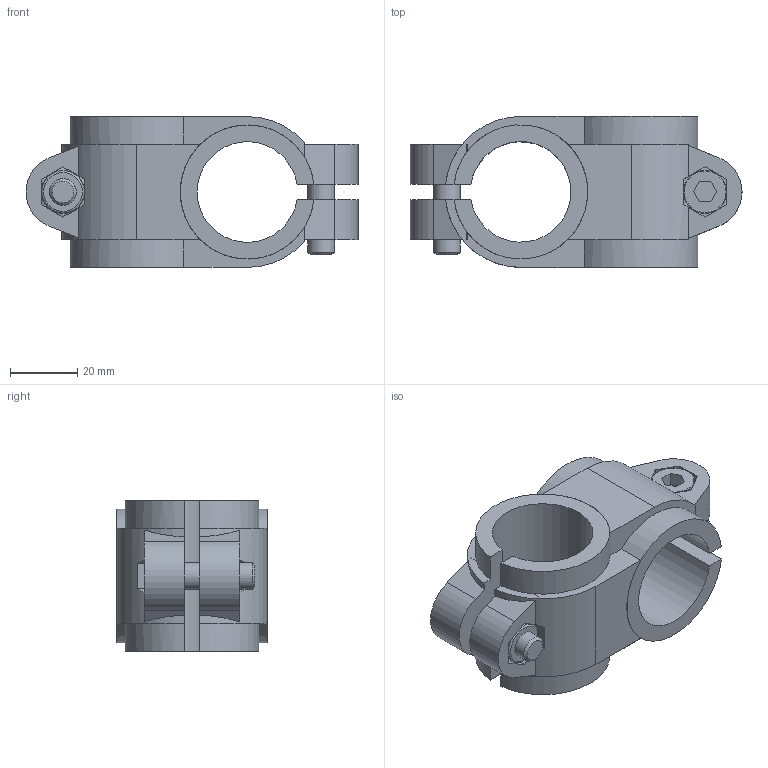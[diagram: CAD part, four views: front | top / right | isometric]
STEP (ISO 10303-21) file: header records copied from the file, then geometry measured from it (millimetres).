
FILE_DESCRIPTION( ( 'STEP AP214' ), '1' );
FILE_NAME( 'K0472.3030.stp', '2020-12-08T09:31:14', ( '' ), ( '' ), ' ', 'PARTsolutions', ' ' );
FILE_SCHEMA( ( 'AUTOMOTIVE_DESIGN { 1 0 10303 214 1 1 1 1 }' ) );
Length unit declared in the file: millimetre
Products named in the file (1): _K0472.3030
Bounding box: 99 x 45 x 45 mm (x, y, z)
Volume: 72075.1 mm3; surface area: 27050.4 mm2
Topology: 1 solids, 1 shells, 175 faces, 482 edges, 314 vertices
Faces by surface type: plane 104, cylinder 39, cone 26, torus 6
Full cylindrical faces by diameter (mm): 8 x4, 8.5 x4, 12.6 x2, 12.9 x2
Entity records: 6924 total; most frequent: CARTESIAN_POINT 1108, ORIENTED_EDGE 912, DIRECTION 898, EDGE_CURVE 456, AXIS2_PLACEMENT_3D 314, VERTEX_POINT 308, LINE 270, VECTOR 270
